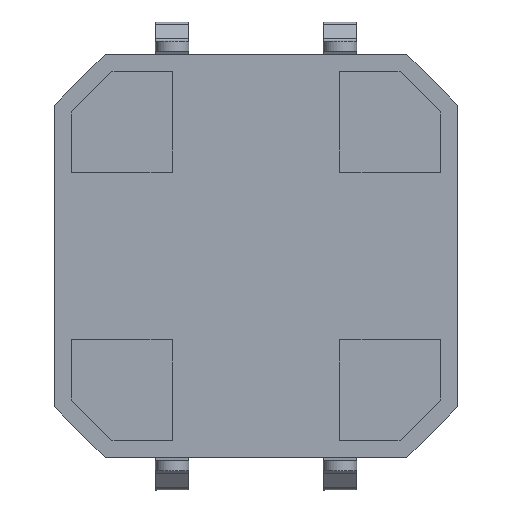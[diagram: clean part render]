
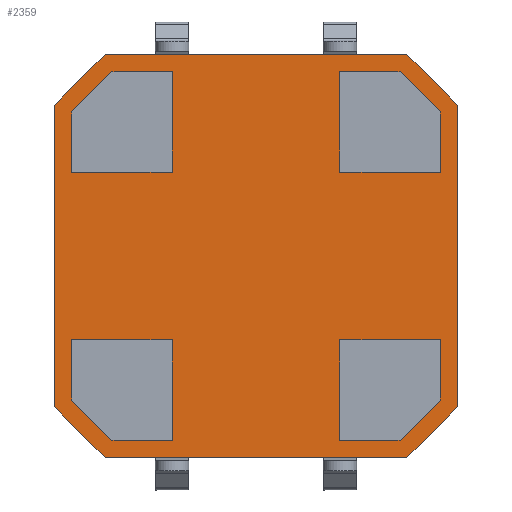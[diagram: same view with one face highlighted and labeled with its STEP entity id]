
A CAD part, front view. The second image highlights one B-rep face of the part: STEP entity #2359.
In plain terms, the highlighted planar face has unit normal (0, -1, 0).
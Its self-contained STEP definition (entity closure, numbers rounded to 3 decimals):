
#2359 = ADVANCED_FACE('',(#2360,#2426,#2468,#2510,#2552),#2594,.F.);
#2360 = FACE_BOUND('',#2361,.T.);
#2361 = EDGE_LOOP('',(#2362,#2372,#2380,#2388,#2396,#2404,#2412,#2420));
#2362 = ORIENTED_EDGE('',*,*,#2363,.F.);
#2363 = EDGE_CURVE('',#2364,#2366,#2368,.T.);
#2364 = VERTEX_POINT('',#2365);
#2365 = CARTESIAN_POINT('',(-4.5,0.,6.));
#2366 = VERTEX_POINT('',#2367);
#2367 = CARTESIAN_POINT('',(4.5,0.,6.));
#2368 = LINE('',#2369,#2370);
#2369 = CARTESIAN_POINT('',(-4.5,0.,6.));
#2370 = VECTOR('',#2371,1.);
#2371 = DIRECTION('',(1.,0.,0.));
#2372 = ORIENTED_EDGE('',*,*,#2373,.T.);
#2373 = EDGE_CURVE('',#2364,#2374,#2376,.T.);
#2374 = VERTEX_POINT('',#2375);
#2375 = CARTESIAN_POINT('',(-6.,0.,4.5));
#2376 = LINE('',#2377,#2378);
#2377 = CARTESIAN_POINT('',(-4.5,0.,6.));
#2378 = VECTOR('',#2379,1.);
#2379 = DIRECTION('',(-0.707,0.,-0.707));
#2380 = ORIENTED_EDGE('',*,*,#2381,.F.);
#2381 = EDGE_CURVE('',#2382,#2374,#2384,.T.);
#2382 = VERTEX_POINT('',#2383);
#2383 = CARTESIAN_POINT('',(-6.,0.,-4.5));
#2384 = LINE('',#2385,#2386);
#2385 = CARTESIAN_POINT('',(-6.,0.,-4.5));
#2386 = VECTOR('',#2387,1.);
#2387 = DIRECTION('',(0.,0.,1.));
#2388 = ORIENTED_EDGE('',*,*,#2389,.T.);
#2389 = EDGE_CURVE('',#2382,#2390,#2392,.T.);
#2390 = VERTEX_POINT('',#2391);
#2391 = CARTESIAN_POINT('',(-4.5,0.,-6.));
#2392 = LINE('',#2393,#2394);
#2393 = CARTESIAN_POINT('',(-6.,0.,-4.5));
#2394 = VECTOR('',#2395,1.);
#2395 = DIRECTION('',(0.707,0.,-0.707));
#2396 = ORIENTED_EDGE('',*,*,#2397,.F.);
#2397 = EDGE_CURVE('',#2398,#2390,#2400,.T.);
#2398 = VERTEX_POINT('',#2399);
#2399 = CARTESIAN_POINT('',(4.5,0.,-6.));
#2400 = LINE('',#2401,#2402);
#2401 = CARTESIAN_POINT('',(4.5,0.,-6.));
#2402 = VECTOR('',#2403,1.);
#2403 = DIRECTION('',(-1.,0.,0.));
#2404 = ORIENTED_EDGE('',*,*,#2405,.T.);
#2405 = EDGE_CURVE('',#2398,#2406,#2408,.T.);
#2406 = VERTEX_POINT('',#2407);
#2407 = CARTESIAN_POINT('',(6.,0.,-4.5));
#2408 = LINE('',#2409,#2410);
#2409 = CARTESIAN_POINT('',(4.5,0.,-6.));
#2410 = VECTOR('',#2411,1.);
#2411 = DIRECTION('',(0.707,0.,0.707));
#2412 = ORIENTED_EDGE('',*,*,#2413,.F.);
#2413 = EDGE_CURVE('',#2414,#2406,#2416,.T.);
#2414 = VERTEX_POINT('',#2415);
#2415 = CARTESIAN_POINT('',(6.,0.,4.5));
#2416 = LINE('',#2417,#2418);
#2417 = CARTESIAN_POINT('',(6.,0.,4.5));
#2418 = VECTOR('',#2419,1.);
#2419 = DIRECTION('',(0.,0.,-1.));
#2420 = ORIENTED_EDGE('',*,*,#2421,.T.);
#2421 = EDGE_CURVE('',#2414,#2366,#2422,.T.);
#2422 = LINE('',#2423,#2424);
#2423 = CARTESIAN_POINT('',(6.,0.,4.5));
#2424 = VECTOR('',#2425,1.);
#2425 = DIRECTION('',(-0.707,0.,0.707));
#2426 = FACE_BOUND('',#2427,.T.);
#2427 = EDGE_LOOP('',(#2428,#2438,#2446,#2454,#2462));
#2428 = ORIENTED_EDGE('',*,*,#2429,.F.);
#2429 = EDGE_CURVE('',#2430,#2432,#2434,.T.);
#2430 = VERTEX_POINT('',#2431);
#2431 = CARTESIAN_POINT('',(2.5,0.,-5.5));
#2432 = VERTEX_POINT('',#2433);
#2433 = CARTESIAN_POINT('',(4.293,0.,-5.5));
#2434 = LINE('',#2435,#2436);
#2435 = CARTESIAN_POINT('',(2.5,0.,-5.5));
#2436 = VECTOR('',#2437,1.);
#2437 = DIRECTION('',(1.,0.,0.));
#2438 = ORIENTED_EDGE('',*,*,#2439,.F.);
#2439 = EDGE_CURVE('',#2440,#2430,#2442,.T.);
#2440 = VERTEX_POINT('',#2441);
#2441 = CARTESIAN_POINT('',(2.5,0.,-2.5));
#2442 = LINE('',#2443,#2444);
#2443 = CARTESIAN_POINT('',(2.5,0.,-2.5));
#2444 = VECTOR('',#2445,1.);
#2445 = DIRECTION('',(0.,0.,-1.));
#2446 = ORIENTED_EDGE('',*,*,#2447,.F.);
#2447 = EDGE_CURVE('',#2448,#2440,#2450,.T.);
#2448 = VERTEX_POINT('',#2449);
#2449 = CARTESIAN_POINT('',(5.5,0.,-2.5));
#2450 = LINE('',#2451,#2452);
#2451 = CARTESIAN_POINT('',(5.5,0.,-2.5));
#2452 = VECTOR('',#2453,1.);
#2453 = DIRECTION('',(-1.,0.,0.));
#2454 = ORIENTED_EDGE('',*,*,#2455,.F.);
#2455 = EDGE_CURVE('',#2456,#2448,#2458,.T.);
#2456 = VERTEX_POINT('',#2457);
#2457 = CARTESIAN_POINT('',(5.5,0.,-4.293));
#2458 = LINE('',#2459,#2460);
#2459 = CARTESIAN_POINT('',(5.5,0.,-4.293));
#2460 = VECTOR('',#2461,1.);
#2461 = DIRECTION('',(0.,0.,1.));
#2462 = ORIENTED_EDGE('',*,*,#2463,.F.);
#2463 = EDGE_CURVE('',#2432,#2456,#2464,.T.);
#2464 = LINE('',#2465,#2466);
#2465 = CARTESIAN_POINT('',(4.293,0.,-5.5));
#2466 = VECTOR('',#2467,1.);
#2467 = DIRECTION('',(0.707,0.,0.707));
#2468 = FACE_BOUND('',#2469,.T.);
#2469 = EDGE_LOOP('',(#2470,#2480,#2488,#2496,#2504));
#2470 = ORIENTED_EDGE('',*,*,#2471,.F.);
#2471 = EDGE_CURVE('',#2472,#2474,#2476,.T.);
#2472 = VERTEX_POINT('',#2473);
#2473 = CARTESIAN_POINT('',(-4.293,0.,-5.5));
#2474 = VERTEX_POINT('',#2475);
#2475 = CARTESIAN_POINT('',(-2.5,0.,-5.5));
#2476 = LINE('',#2477,#2478);
#2477 = CARTESIAN_POINT('',(-4.293,0.,-5.5));
#2478 = VECTOR('',#2479,1.);
#2479 = DIRECTION('',(1.,0.,0.));
#2480 = ORIENTED_EDGE('',*,*,#2481,.F.);
#2481 = EDGE_CURVE('',#2482,#2472,#2484,.T.);
#2482 = VERTEX_POINT('',#2483);
#2483 = CARTESIAN_POINT('',(-5.5,0.,-4.293));
#2484 = LINE('',#2485,#2486);
#2485 = CARTESIAN_POINT('',(-5.5,0.,-4.293));
#2486 = VECTOR('',#2487,1.);
#2487 = DIRECTION('',(0.707,0.,-0.707));
#2488 = ORIENTED_EDGE('',*,*,#2489,.F.);
#2489 = EDGE_CURVE('',#2490,#2482,#2492,.T.);
#2490 = VERTEX_POINT('',#2491);
#2491 = CARTESIAN_POINT('',(-5.5,0.,-2.5));
#2492 = LINE('',#2493,#2494);
#2493 = CARTESIAN_POINT('',(-5.5,0.,-2.5));
#2494 = VECTOR('',#2495,1.);
#2495 = DIRECTION('',(0.,0.,-1.));
#2496 = ORIENTED_EDGE('',*,*,#2497,.F.);
#2497 = EDGE_CURVE('',#2498,#2490,#2500,.T.);
#2498 = VERTEX_POINT('',#2499);
#2499 = CARTESIAN_POINT('',(-2.5,0.,-2.5));
#2500 = LINE('',#2501,#2502);
#2501 = CARTESIAN_POINT('',(-2.5,0.,-2.5));
#2502 = VECTOR('',#2503,1.);
#2503 = DIRECTION('',(-1.,0.,0.));
#2504 = ORIENTED_EDGE('',*,*,#2505,.F.);
#2505 = EDGE_CURVE('',#2474,#2498,#2506,.T.);
#2506 = LINE('',#2507,#2508);
#2507 = CARTESIAN_POINT('',(-2.5,0.,-5.5));
#2508 = VECTOR('',#2509,1.);
#2509 = DIRECTION('',(0.,0.,1.));
#2510 = FACE_BOUND('',#2511,.T.);
#2511 = EDGE_LOOP('',(#2512,#2522,#2530,#2538,#2546));
#2512 = ORIENTED_EDGE('',*,*,#2513,.F.);
#2513 = EDGE_CURVE('',#2514,#2516,#2518,.T.);
#2514 = VERTEX_POINT('',#2515);
#2515 = CARTESIAN_POINT('',(-5.5,0.,4.293));
#2516 = VERTEX_POINT('',#2517);
#2517 = CARTESIAN_POINT('',(-5.5,0.,2.5));
#2518 = LINE('',#2519,#2520);
#2519 = CARTESIAN_POINT('',(-5.5,0.,4.293));
#2520 = VECTOR('',#2521,1.);
#2521 = DIRECTION('',(0.,0.,-1.));
#2522 = ORIENTED_EDGE('',*,*,#2523,.F.);
#2523 = EDGE_CURVE('',#2524,#2514,#2526,.T.);
#2524 = VERTEX_POINT('',#2525);
#2525 = CARTESIAN_POINT('',(-4.293,0.,5.5));
#2526 = LINE('',#2527,#2528);
#2527 = CARTESIAN_POINT('',(-4.293,0.,5.5));
#2528 = VECTOR('',#2529,1.);
#2529 = DIRECTION('',(-0.707,0.,-0.707));
#2530 = ORIENTED_EDGE('',*,*,#2531,.F.);
#2531 = EDGE_CURVE('',#2532,#2524,#2534,.T.);
#2532 = VERTEX_POINT('',#2533);
#2533 = CARTESIAN_POINT('',(-2.5,0.,5.5));
#2534 = LINE('',#2535,#2536);
#2535 = CARTESIAN_POINT('',(-2.5,0.,5.5));
#2536 = VECTOR('',#2537,1.);
#2537 = DIRECTION('',(-1.,0.,0.));
#2538 = ORIENTED_EDGE('',*,*,#2539,.F.);
#2539 = EDGE_CURVE('',#2540,#2532,#2542,.T.);
#2540 = VERTEX_POINT('',#2541);
#2541 = CARTESIAN_POINT('',(-2.5,0.,2.5));
#2542 = LINE('',#2543,#2544);
#2543 = CARTESIAN_POINT('',(-2.5,0.,2.5));
#2544 = VECTOR('',#2545,1.);
#2545 = DIRECTION('',(0.,0.,1.));
#2546 = ORIENTED_EDGE('',*,*,#2547,.F.);
#2547 = EDGE_CURVE('',#2516,#2540,#2548,.T.);
#2548 = LINE('',#2549,#2550);
#2549 = CARTESIAN_POINT('',(-5.5,0.,2.5));
#2550 = VECTOR('',#2551,1.);
#2551 = DIRECTION('',(1.,0.,0.));
#2552 = FACE_BOUND('',#2553,.T.);
#2553 = EDGE_LOOP('',(#2554,#2564,#2572,#2580,#2588));
#2554 = ORIENTED_EDGE('',*,*,#2555,.F.);
#2555 = EDGE_CURVE('',#2556,#2558,#2560,.T.);
#2556 = VERTEX_POINT('',#2557);
#2557 = CARTESIAN_POINT('',(4.293,0.,5.5));
#2558 = VERTEX_POINT('',#2559);
#2559 = CARTESIAN_POINT('',(2.5,0.,5.5));
#2560 = LINE('',#2561,#2562);
#2561 = CARTESIAN_POINT('',(4.293,0.,5.5));
#2562 = VECTOR('',#2563,1.);
#2563 = DIRECTION('',(-1.,0.,0.));
#2564 = ORIENTED_EDGE('',*,*,#2565,.F.);
#2565 = EDGE_CURVE('',#2566,#2556,#2568,.T.);
#2566 = VERTEX_POINT('',#2567);
#2567 = CARTESIAN_POINT('',(5.5,0.,4.293));
#2568 = LINE('',#2569,#2570);
#2569 = CARTESIAN_POINT('',(5.5,0.,4.293));
#2570 = VECTOR('',#2571,1.);
#2571 = DIRECTION('',(-0.707,0.,0.707));
#2572 = ORIENTED_EDGE('',*,*,#2573,.F.);
#2573 = EDGE_CURVE('',#2574,#2566,#2576,.T.);
#2574 = VERTEX_POINT('',#2575);
#2575 = CARTESIAN_POINT('',(5.5,0.,2.5));
#2576 = LINE('',#2577,#2578);
#2577 = CARTESIAN_POINT('',(5.5,0.,2.5));
#2578 = VECTOR('',#2579,1.);
#2579 = DIRECTION('',(0.,0.,1.));
#2580 = ORIENTED_EDGE('',*,*,#2581,.F.);
#2581 = EDGE_CURVE('',#2582,#2574,#2584,.T.);
#2582 = VERTEX_POINT('',#2583);
#2583 = CARTESIAN_POINT('',(2.5,0.,2.5));
#2584 = LINE('',#2585,#2586);
#2585 = CARTESIAN_POINT('',(2.5,0.,2.5));
#2586 = VECTOR('',#2587,1.);
#2587 = DIRECTION('',(1.,0.,0.));
#2588 = ORIENTED_EDGE('',*,*,#2589,.F.);
#2589 = EDGE_CURVE('',#2558,#2582,#2590,.T.);
#2590 = LINE('',#2591,#2592);
#2591 = CARTESIAN_POINT('',(2.5,0.,5.5));
#2592 = VECTOR('',#2593,1.);
#2593 = DIRECTION('',(0.,0.,-1.));
#2594 = PLANE('',#2595);
#2595 = AXIS2_PLACEMENT_3D('',#2596,#2597,#2598);
#2596 = CARTESIAN_POINT('',(0.,0.,0.));
#2597 = DIRECTION('',(0.,1.,0.));
#2598 = DIRECTION('',(1.,0.,0.));
